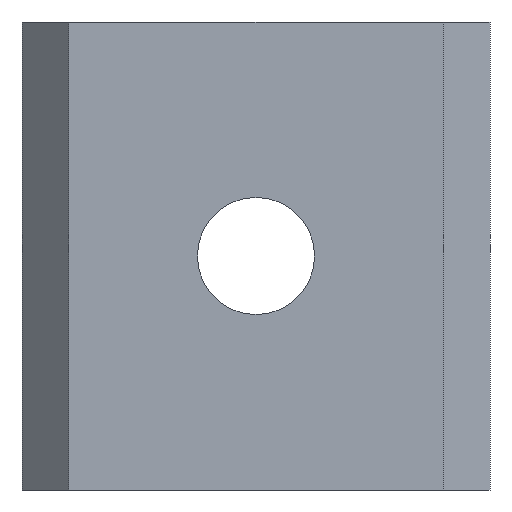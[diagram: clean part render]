
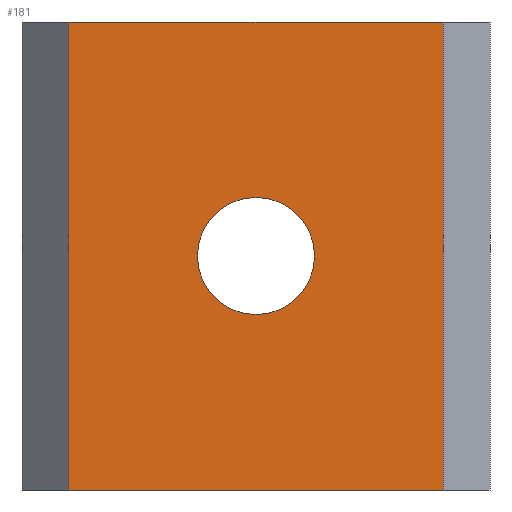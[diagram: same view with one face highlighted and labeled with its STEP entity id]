
A CAD part, front view. The second image highlights one B-rep face of the part: STEP entity #181.
In plain terms, the highlighted planar face has unit normal (0, -1, 0).
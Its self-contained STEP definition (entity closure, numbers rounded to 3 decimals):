
#6 = CARTESIAN_POINT ( 'NONE',  ( -4., 0., 10. ) ) ;
#9 = LINE ( 'NONE', #6, #440 ) ;
#29 = VECTOR ( 'NONE', #418, 1000. ) ;
#37 = DIRECTION ( 'NONE',  ( 0., 0., 1. ) ) ;
#38 = VERTEX_POINT ( 'NONE', #198 ) ;
#39 = CIRCLE ( 'NONE', #73, 1.25 ) ;
#47 = ORIENTED_EDGE ( 'NONE', *, *, #140, .F. ) ;
#65 = DIRECTION ( 'NONE',  ( 0., 0., -1. ) ) ;
#73 = AXIS2_PLACEMENT_3D ( 'NONE', #282, #280, #387 ) ;
#76 = EDGE_CURVE ( 'NONE', #281, #38, #39, .T. ) ;
#83 = DIRECTION ( 'NONE',  ( 1., 0., 0. ) ) ;
#93 = LINE ( 'NONE', #195, #184 ) ;
#96 = CARTESIAN_POINT ( 'NONE',  ( -4., 0., 0. ) ) ;
#105 = CIRCLE ( 'NONE', #424, 1.25 ) ;
#116 = LINE ( 'NONE', #270, #29 ) ;
#140 = EDGE_CURVE ( 'NONE', #381, #349, #9, .T. ) ;
#164 = DIRECTION ( 'NONE',  ( 0., 1., 0. ) ) ;
#166 = EDGE_LOOP ( 'NONE', ( #419, #452 ) ) ;
#172 = EDGE_CURVE ( 'NONE', #381, #224, #93, .T. ) ;
#181 = ADVANCED_FACE ( 'NONE', ( #241, #471 ), #360, .F. ) ;
#184 = VECTOR ( 'NONE', #397, 1000. ) ;
#195 = CARTESIAN_POINT ( 'NONE',  ( -4., 0., 10. ) ) ;
#198 = CARTESIAN_POINT ( 'NONE',  ( 0., 0., 3.75 ) ) ;
#199 = ORIENTED_EDGE ( 'NONE', *, *, #350, .T. ) ;
#215 = CARTESIAN_POINT ( 'NONE',  ( -4., 0., 10. ) ) ;
#224 = VERTEX_POINT ( 'NONE', #96 ) ;
#241 = FACE_BOUND ( 'NONE', #166, .T. ) ;
#259 = CARTESIAN_POINT ( 'NONE',  ( 4., 0., 0. ) ) ;
#270 = CARTESIAN_POINT ( 'NONE',  ( -4., 0., 0. ) ) ;
#273 = EDGE_CURVE ( 'NONE', #349, #435, #337, .T. ) ;
#280 = DIRECTION ( 'NONE',  ( 0., 1., 0. ) ) ;
#281 = VERTEX_POINT ( 'NONE', #294 ) ;
#282 = CARTESIAN_POINT ( 'NONE',  ( 0., 0., 5. ) ) ;
#294 = CARTESIAN_POINT ( 'NONE',  ( 0., 0., 6.25 ) ) ;
#309 = EDGE_CURVE ( 'NONE', #38, #281, #105, .T. ) ;
#322 = ORIENTED_EDGE ( 'NONE', *, *, #172, .T. ) ;
#337 = LINE ( 'NONE', #404, #433 ) ;
#347 = DIRECTION ( 'NONE',  ( 0., 1., 0. ) ) ;
#349 = VERTEX_POINT ( 'NONE', #456 ) ;
#350 = EDGE_CURVE ( 'NONE', #224, #435, #116, .T. ) ;
#353 = DIRECTION ( 'NONE',  ( 0., 0., 1. ) ) ;
#360 = PLANE ( 'NONE',  #448 ) ;
#362 = CARTESIAN_POINT ( 'NONE',  ( -4., 0., 10. ) ) ;
#379 = ORIENTED_EDGE ( 'NONE', *, *, #273, .F. ) ;
#380 = CARTESIAN_POINT ( 'NONE',  ( 0., 0., 5. ) ) ;
#381 = VERTEX_POINT ( 'NONE', #215 ) ;
#387 = DIRECTION ( 'NONE',  ( 0., 0., 1. ) ) ;
#397 = DIRECTION ( 'NONE',  ( 0., 0., -1. ) ) ;
#404 = CARTESIAN_POINT ( 'NONE',  ( 4., 0., 10. ) ) ;
#418 = DIRECTION ( 'NONE',  ( 1., 0., 0. ) ) ;
#419 = ORIENTED_EDGE ( 'NONE', *, *, #76, .T. ) ;
#424 = AXIS2_PLACEMENT_3D ( 'NONE', #380, #347, #37 ) ;
#433 = VECTOR ( 'NONE', #65, 1000. ) ;
#435 = VERTEX_POINT ( 'NONE', #259 ) ;
#440 = VECTOR ( 'NONE', #83, 1000. ) ;
#448 = AXIS2_PLACEMENT_3D ( 'NONE', #362, #164, #353 ) ;
#452 = ORIENTED_EDGE ( 'NONE', *, *, #309, .T. ) ;
#456 = CARTESIAN_POINT ( 'NONE',  ( 4., 0., 10. ) ) ;
#471 = FACE_OUTER_BOUND ( 'NONE', #495, .T. ) ;
#495 = EDGE_LOOP ( 'NONE', ( #199, #379, #47, #322 ) ) ;
